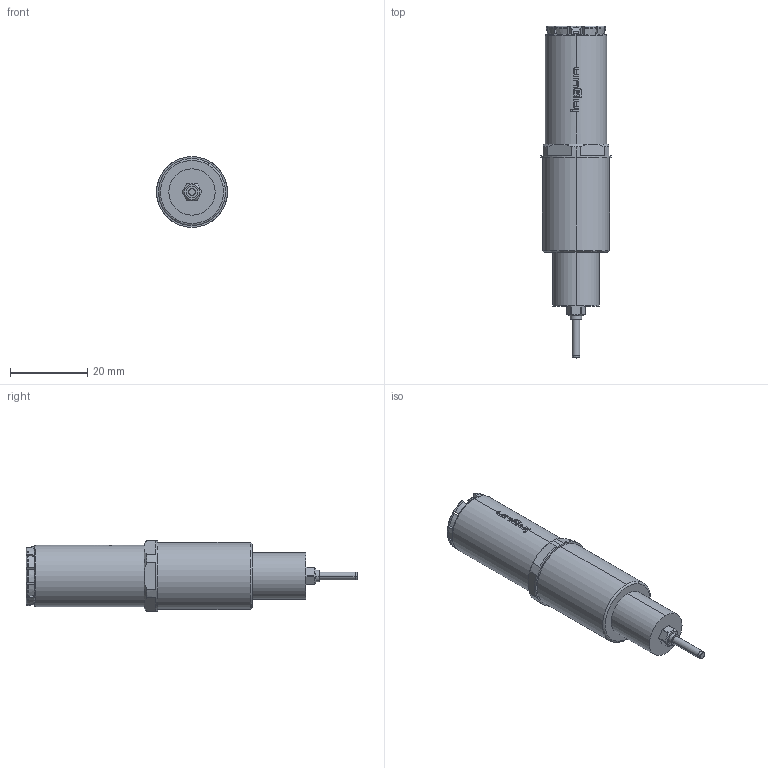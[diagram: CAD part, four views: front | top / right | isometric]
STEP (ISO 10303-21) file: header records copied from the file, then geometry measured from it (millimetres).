
FILE_DESCRIPTION (( 'STEP AP203' ), '1' );
FILE_NAME ('INGUN_VKR-672_1100_130_S_xxx04_M.STEP', '2022-05-19T07:29:35', ( 'ochi' ), ( '' ), 'SwSTEP 2.0', 'SolidWorks 2018', '' );
FILE_SCHEMA (( 'CONFIG_CONTROL_DESIGN' ));
Length unit declared in the file: millimetre
Products named in the file (1): INGUN_VKR-672_1100_130_S_xxx04_M
Bounding box: 18.4 x 86.2 x 18.4 mm (x, y, z)
Volume: 12694.7 mm3; surface area: 6744.5 mm2
Topology: 1 solids, 1 shells, 324 faces, 926 edges, 609 vertices
Faces by surface type: plane 140, bspline 84, cylinder 78, cone 22
Entity records: 12195 total; most frequent: CARTESIAN_POINT 4225, ORIENTED_EDGE 1852, DIRECTION 1455, EDGE_CURVE 926, VERTEX_POINT 609, AXIS2_PLACEMENT_3D 556, LINE 343, VECTOR 343
